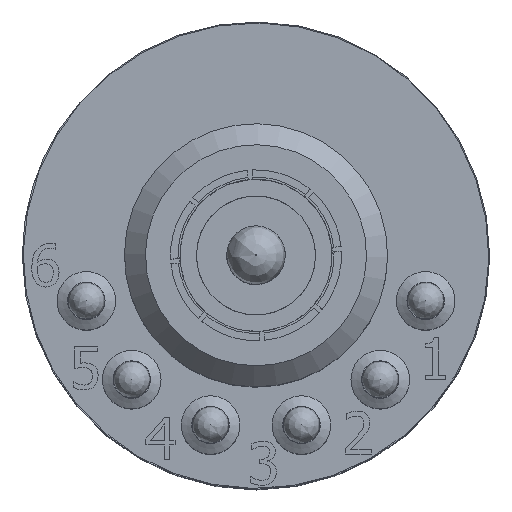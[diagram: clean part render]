
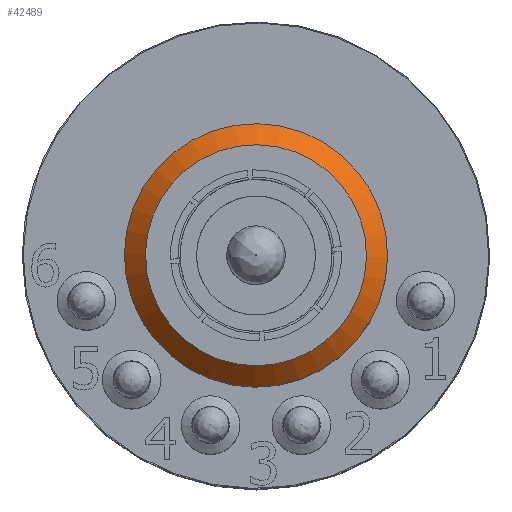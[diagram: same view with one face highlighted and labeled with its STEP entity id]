
A CAD part, top view. The second image highlights one B-rep face of the part: STEP entity #42489.
In plain terms, the highlighted conical face has half-angle 45 degrees and reference radius 5.994 mm.
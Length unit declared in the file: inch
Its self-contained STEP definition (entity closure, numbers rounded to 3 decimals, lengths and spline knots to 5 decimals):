
#1969=CONICAL_SURFACE($,#45172,0.236,45.);
#2128=FACE_BOUND($,#8995,.T.);
#2534=CIRCLE($,#45173,0.236);
#2535=CIRCLE($,#45174,0.281);
#6397=FACE_OUTER_BOUND($,#8994,.T.);
#8994=EDGE_LOOP($,(#29936));
#8995=EDGE_LOOP($,(#29937));
#17543=VERTEX_POINT($,#69249);
#17544=VERTEX_POINT($,#69251);
#22440=EDGE_CURVE($,#17543,#17543,#2534,.T.);
#22441=EDGE_CURVE($,#17544,#17544,#2535,.T.);
#29936=ORIENTED_EDGE($,*,*,#22440,.T.);
#29937=ORIENTED_EDGE($,*,*,#22441,.F.);
#42489=ADVANCED_FACE($,(#6397,#2128),#1969,.T.);
#45172=AXIS2_PLACEMENT_3D($,#69248,#51581,#51582);
#45173=AXIS2_PLACEMENT_3D($,#69250,#51583,#51584);
#45174=AXIS2_PLACEMENT_3D($,#69252,#51585,#51586);
#51581=DIRECTION('center_axis',(0.,0.,
-1.));
#51582=DIRECTION('ref_axis',(-0.757,0.653,0.));
#51583=DIRECTION('center_axis',(0.,0.,
-1.));
#51584=DIRECTION('ref_axis',(-0.757,0.653,0.));
#51585=DIRECTION('center_axis',(0.,0.,
-1.));
#51586=DIRECTION('ref_axis',(-0.757,0.653,0.));
#69248=CARTESIAN_POINT('Origin',(0.,0.,
1.094));
#69249=CARTESIAN_POINT('',(-0.17865,0.15421,1.094));
#69250=CARTESIAN_POINT('Origin',(0.,0.,
1.094));
#69251=CARTESIAN_POINT('',(-0.21271,0.18361,1.049));
#69252=CARTESIAN_POINT('Origin',(0.,0.,
1.049));
